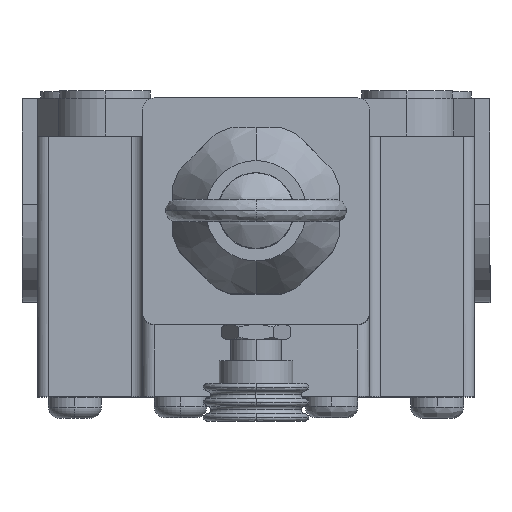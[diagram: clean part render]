
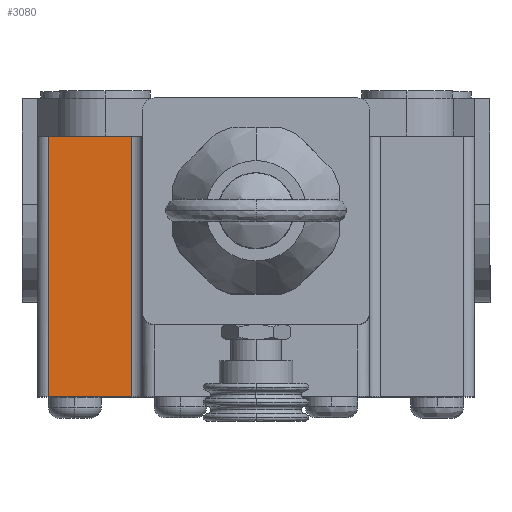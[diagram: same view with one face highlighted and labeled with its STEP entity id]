
A CAD part, top view. The second image highlights one B-rep face of the part: STEP entity #3080.
In plain terms, the highlighted planar face has unit normal (0, 0, 1).
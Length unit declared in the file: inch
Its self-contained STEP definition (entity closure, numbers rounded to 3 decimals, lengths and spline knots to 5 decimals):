
#200 = CARTESIAN_POINT ( 'NONE',  ( -0.64961, -1.59449, -0.23622 ) ) ;
#350 = CARTESIAN_POINT ( 'NONE',  ( -0.86487, -0.23622, -0.23622 ) ) ;
#366 = ORIENTED_EDGE ( 'NONE', *, *, #4404, .F. ) ;
#832 = VECTOR ( 'NONE', #6854, 39.37008 ) ;
#1315 = VERTEX_POINT ( 'NONE', #6425 ) ;
#1572 = VECTOR ( 'NONE', #4952, 39.37008 ) ;
#1738 = ORIENTED_EDGE ( 'NONE', *, *, #2079, .F. ) ;
#1783 = CARTESIAN_POINT ( 'NONE',  ( -0.64961, -0.91535, -0.23622 ) ) ;
#2062 = EDGE_LOOP ( 'NONE', ( #4385, #3570, #366, #1738 ) ) ;
#2079 = EDGE_CURVE ( 'NONE', #4967, #3742, #5257, .T. ) ;
#2333 = DIRECTION ( 'NONE',  ( 0., -1., 0. ) ) ;
#2945 = EDGE_CURVE ( 'NONE', #5647, #1315, #4098, .T. ) ;
#3080 = ADVANCED_FACE ( 'NONE', ( #4505 ), #4363, .F. ) ;
#3098 = CARTESIAN_POINT ( 'NONE',  ( -1.08268, -0.23622, -0.23622 ) ) ;
#3257 = LINE ( 'NONE', #6941, #1572 ) ;
#3570 = ORIENTED_EDGE ( 'NONE', *, *, #2945, .F. ) ;
#3735 = LINE ( 'NONE', #1783, #4962 ) ;
#3742 = VERTEX_POINT ( 'NONE', #3874 ) ;
#3874 = CARTESIAN_POINT ( 'NONE',  ( -0.64961, -0.23622, -0.23622 ) ) ;
#4098 = LINE ( 'NONE', #6893, #8171 ) ;
#4363 = PLANE ( 'NONE',  #4827 ) ;
#4385 = ORIENTED_EDGE ( 'NONE', *, *, #7909, .F. ) ;
#4404 = EDGE_CURVE ( 'NONE', #3742, #5647, #3735, .T. ) ;
#4441 = DIRECTION ( 'NONE',  ( 0., 1., 0. ) ) ;
#4505 = FACE_OUTER_BOUND ( 'NONE', #2062, .T. ) ;
#4827 = AXIS2_PLACEMENT_3D ( 'NONE', #7681, #8315, #4441 ) ;
#4927 = DIRECTION ( 'NONE',  ( -1., 0., 0. ) ) ;
#4952 = DIRECTION ( 'NONE',  ( 0., 1., 0. ) ) ;
#4962 = VECTOR ( 'NONE', #2333, 39.37008 ) ;
#4967 = VERTEX_POINT ( 'NONE', #3098 ) ;
#5257 = LINE ( 'NONE', #350, #832 ) ;
#5647 = VERTEX_POINT ( 'NONE', #200 ) ;
#6425 = CARTESIAN_POINT ( 'NONE',  ( -1.08268, -1.59449, -0.23622 ) ) ;
#6854 = DIRECTION ( 'NONE',  ( 1., 0., 0. ) ) ;
#6893 = CARTESIAN_POINT ( 'NONE',  ( 0., -1.59449, -0.23622 ) ) ;
#6941 = CARTESIAN_POINT ( 'NONE',  ( -1.08268, -0.62992, -0.23622 ) ) ;
#7681 = CARTESIAN_POINT ( 'NONE',  ( -1.08268, -1.59449, -0.23622 ) ) ;
#7909 = EDGE_CURVE ( 'NONE', #1315, #4967, #3257, .T. ) ;
#8171 = VECTOR ( 'NONE', #4927, 39.37008 ) ;
#8315 = DIRECTION ( 'NONE',  ( 0., 0., -1. ) ) ;
